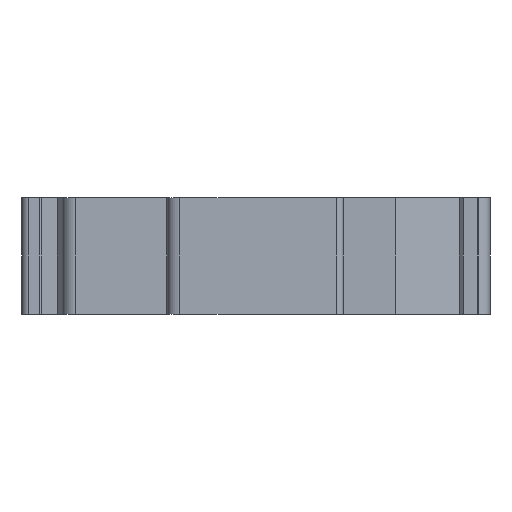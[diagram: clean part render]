
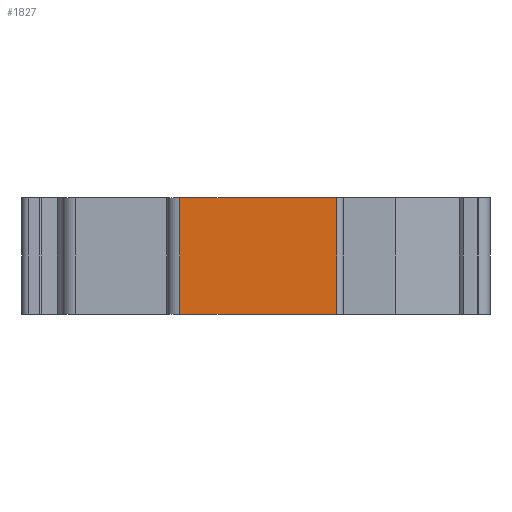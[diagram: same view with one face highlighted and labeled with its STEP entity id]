
A CAD part, front view. The second image highlights one B-rep face of the part: STEP entity #1827.
In plain terms, the highlighted planar face has unit normal (0, -1, 0).
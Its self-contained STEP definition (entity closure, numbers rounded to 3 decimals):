
#110 = CARTESIAN_POINT ( 'NONE',  ( -12., -40., 17.78 ) ) ;
#150 = ORIENTED_EDGE ( 'NONE', *, *, #3601, .F. ) ;
#535 = DIRECTION ( 'NONE',  ( 0., 1., 0. ) ) ;
#553 = DIRECTION ( 'NONE',  ( -1., 0., 0. ) ) ;
#668 = CARTESIAN_POINT ( 'NONE',  ( 12., -40., 0. ) ) ;
#903 = CARTESIAN_POINT ( 'NONE',  ( 12., -40., 17.78 ) ) ;
#984 = CARTESIAN_POINT ( 'NONE',  ( 12., -40., 17.78 ) ) ;
#1095 = VERTEX_POINT ( 'NONE', #1699 ) ;
#1310 = DIRECTION ( 'NONE',  ( 1., 0., 0. ) ) ;
#1336 = LINE ( 'NONE', #3694, #1836 ) ;
#1467 = CARTESIAN_POINT ( 'NONE',  ( 12., -40., 17.78 ) ) ;
#1468 = PLANE ( 'NONE',  #2658 ) ;
#1659 = DIRECTION ( 'NONE',  ( 0., 0., -1. ) ) ;
#1699 = CARTESIAN_POINT ( 'NONE',  ( 12., -40., 0. ) ) ;
#1707 = DIRECTION ( 'NONE',  ( 1., 0., 0. ) ) ;
#1827 = ADVANCED_FACE ( 'NONE', ( #2507 ), #1468, .F. ) ;
#1836 = VECTOR ( 'NONE', #1659, 1000. ) ;
#1861 = DIRECTION ( 'NONE',  ( 0., 0., -1. ) ) ;
#2011 = VECTOR ( 'NONE', #1861, 1000. ) ;
#2037 = EDGE_CURVE ( 'NONE', #4268, #4295, #3188, .T. ) ;
#2402 = EDGE_LOOP ( 'NONE', ( #3727, #150, #2993, #3971 ) ) ;
#2507 = FACE_OUTER_BOUND ( 'NONE', #2402, .T. ) ;
#2607 = VECTOR ( 'NONE', #1310, 1000. ) ;
#2658 = AXIS2_PLACEMENT_3D ( 'NONE', #903, #535, #553 ) ;
#2671 = LINE ( 'NONE', #668, #3472 ) ;
#2874 = CARTESIAN_POINT ( 'NONE',  ( 12., -40., 17.78 ) ) ;
#2993 = ORIENTED_EDGE ( 'NONE', *, *, #2037, .F. ) ;
#3188 = LINE ( 'NONE', #984, #2607 ) ;
#3419 = EDGE_CURVE ( 'NONE', #3535, #1095, #2671, .T. ) ;
#3472 = VECTOR ( 'NONE', #1707, 1000. ) ;
#3535 = VERTEX_POINT ( 'NONE', #3841 ) ;
#3601 = EDGE_CURVE ( 'NONE', #4295, #1095, #3908, .T. ) ;
#3694 = CARTESIAN_POINT ( 'NONE',  ( -12., -40., 17.78 ) ) ;
#3727 = ORIENTED_EDGE ( 'NONE', *, *, #3419, .T. ) ;
#3841 = CARTESIAN_POINT ( 'NONE',  ( -12., -40., 0. ) ) ;
#3908 = LINE ( 'NONE', #1467, #2011 ) ;
#3971 = ORIENTED_EDGE ( 'NONE', *, *, #4288, .T. ) ;
#4268 = VERTEX_POINT ( 'NONE', #110 ) ;
#4288 = EDGE_CURVE ( 'NONE', #4268, #3535, #1336, .T. ) ;
#4295 = VERTEX_POINT ( 'NONE', #2874 ) ;
